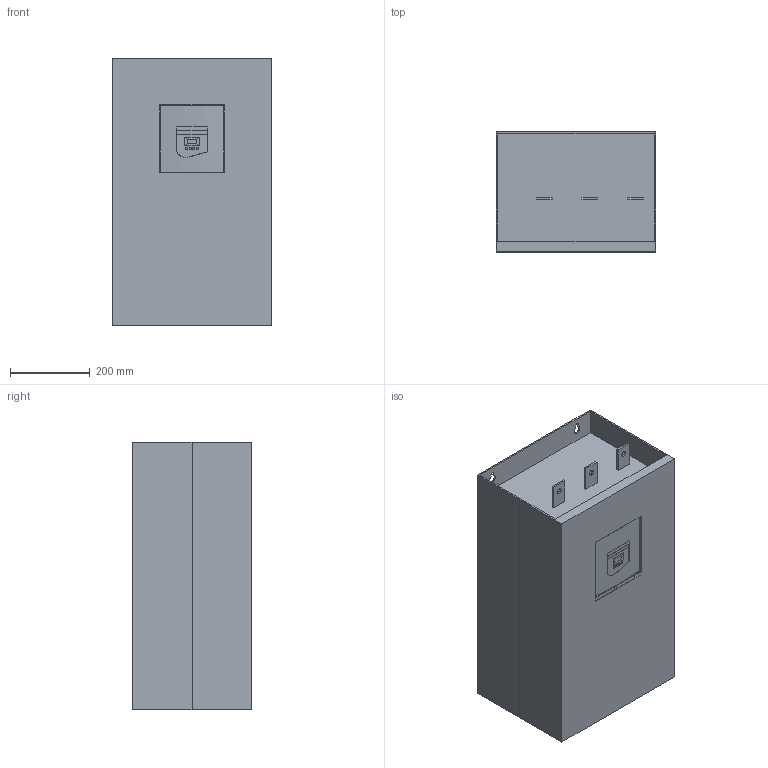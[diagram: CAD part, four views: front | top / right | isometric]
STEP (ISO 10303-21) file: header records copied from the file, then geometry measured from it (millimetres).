
FILE_DESCRIPTION(('starvars output'),'2;1');
FILE_NAME('ATS48C48Y_3D.stp','19:54:31 2020/03/31',( 'Thomas Industrial Network Germany GmbH'),( 'Thomas Industrial Network Germany GmbH'),'unknown preprocess','ACIS' ,'unknown authorization');
FILE_SCHEMA(('AUTOMOTIVE_DESIGN_CC2 {UNKNOWN IMPLEMENTATION LEVEL}'));
Length unit declared in the file: millimetre
Products named in the file (2): PRODUCT_ID_37; PRODUCT_ID_38
Bounding box: 400 x 300 x 670 mm (x, y, z)
Volume: 60995773.4 mm3; surface area: 1596677.2 mm2
Topology: 2 solids, 2 shells, 165 faces, 429 edges, 286 vertices
Faces by surface type: plane 127, cylinder 38
Entity records: 6233 total; most frequent: ORIENTED_EDGE 858, CARTESIAN_POINT 821, DIRECTION 711, EDGE_CURVE 429, VECTOR 339, LINE 339, VERTEX_POINT 286, EDGE_LOOP 205
